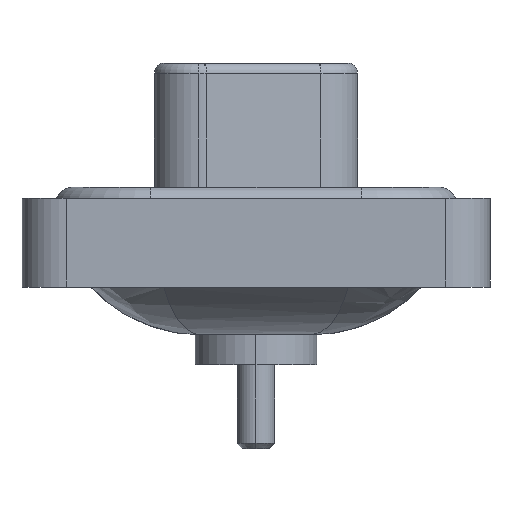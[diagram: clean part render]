
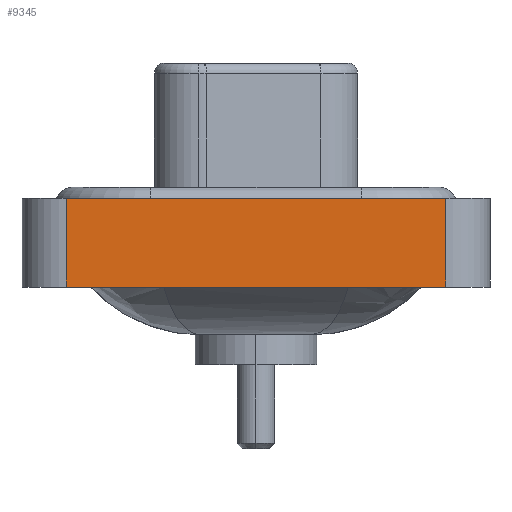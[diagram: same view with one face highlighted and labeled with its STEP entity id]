
A CAD part, left-side view. The second image highlights one B-rep face of the part: STEP entity #9345.
In plain terms, the highlighted planar face has unit normal (-1, 0, 0).
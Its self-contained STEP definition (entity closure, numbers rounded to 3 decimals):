
#402 = CARTESIAN_POINT ( 'NONE',  ( -7.35, 8.55, -3.6 ) ) ;
#772 = DIRECTION ( 'NONE',  ( 0., -1., 0. ) ) ;
#974 = LINE ( 'NONE', #17254, #17366 ) ;
#1299 = EDGE_CURVE ( 'NONE', #13753, #10732, #4948, .T. ) ;
#1586 = DIRECTION ( 'NONE',  ( 0., 0., 1. ) ) ;
#1592 = VECTOR ( 'NONE', #772, 1000. ) ;
#2542 = LINE ( 'NONE', #5249, #10145 ) ;
#3128 = DIRECTION ( 'NONE',  ( 0., 0., 1. ) ) ;
#4128 = CARTESIAN_POINT ( 'NONE',  ( -7.35, -8.55, -3.6 ) ) ;
#4224 = DIRECTION ( 'NONE',  ( -1., 0., 0. ) ) ;
#4479 = CARTESIAN_POINT ( 'NONE',  ( -7.35, 8.55, -3.6 ) ) ;
#4631 = EDGE_LOOP ( 'NONE', ( #15331, #7385, #15387, #7597 ) ) ;
#4948 = LINE ( 'NONE', #9107, #1592 ) ;
#5249 = CARTESIAN_POINT ( 'NONE',  ( -7.35, -8.55, -3.6 ) ) ;
#5754 = LINE ( 'NONE', #402, #14257 ) ;
#7385 = ORIENTED_EDGE ( 'NONE', *, *, #14747, .F. ) ;
#7541 = CARTESIAN_POINT ( 'NONE',  ( -7.35, -8.55, -3.6 ) ) ;
#7597 = ORIENTED_EDGE ( 'NONE', *, *, #1299, .T. ) ;
#8460 = FACE_OUTER_BOUND ( 'NONE', #4631, .T. ) ;
#9107 = CARTESIAN_POINT ( 'NONE',  ( -7.35, -8.55, -3.6 ) ) ;
#9345 = ADVANCED_FACE ( 'NONE', ( #8460 ), #13977, .T. ) ;
#10145 = VECTOR ( 'NONE', #16277, 1000. ) ;
#10565 = EDGE_CURVE ( 'NONE', #13753, #16862, #5754, .T. ) ;
#10667 = AXIS2_PLACEMENT_3D ( 'NONE', #4128, #4224, #1586 ) ;
#10732 = VERTEX_POINT ( 'NONE', #7541 ) ;
#13150 = EDGE_CURVE ( 'NONE', #10732, #13542, #2542, .T. ) ;
#13542 = VERTEX_POINT ( 'NONE', #14957 ) ;
#13753 = VERTEX_POINT ( 'NONE', #4479 ) ;
#13977 = PLANE ( 'NONE',  #10667 ) ;
#14257 = VECTOR ( 'NONE', #3128, 1000. ) ;
#14375 = CARTESIAN_POINT ( 'NONE',  ( -7.35, 8.55, 0.4 ) ) ;
#14747 = EDGE_CURVE ( 'NONE', #16862, #13542, #974, .T. ) ;
#14957 = CARTESIAN_POINT ( 'NONE',  ( -7.35, -8.55, 0.4 ) ) ;
#15331 = ORIENTED_EDGE ( 'NONE', *, *, #13150, .T. ) ;
#15387 = ORIENTED_EDGE ( 'NONE', *, *, #10565, .F. ) ;
#15987 = DIRECTION ( 'NONE',  ( 0., -1., 0. ) ) ;
#16277 = DIRECTION ( 'NONE',  ( 0., 0., 1. ) ) ;
#16862 = VERTEX_POINT ( 'NONE', #14375 ) ;
#17254 = CARTESIAN_POINT ( 'NONE',  ( -7.35, -8.55, 0.4 ) ) ;
#17366 = VECTOR ( 'NONE', #15987, 1000. ) ;
